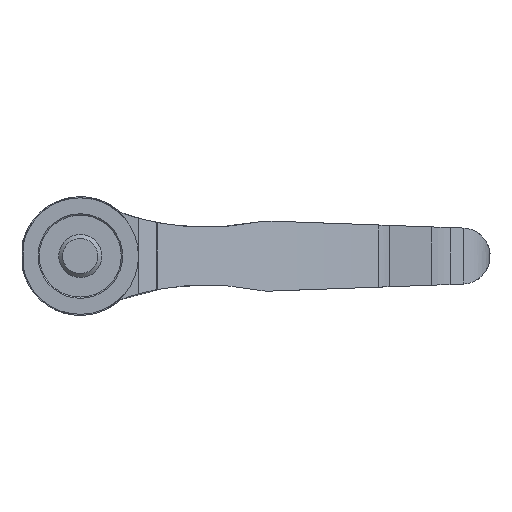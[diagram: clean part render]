
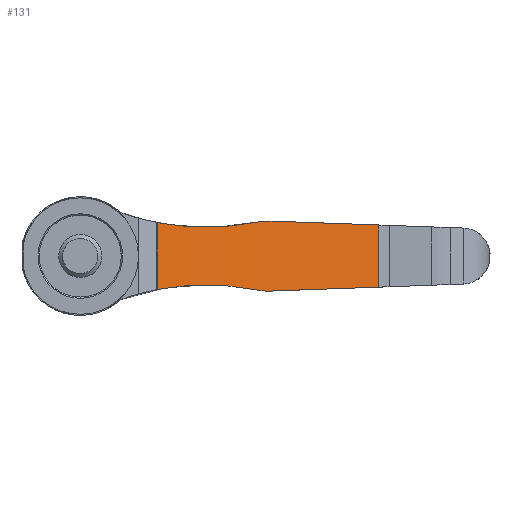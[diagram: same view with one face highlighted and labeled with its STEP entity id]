
A CAD part, front view. The second image highlights one B-rep face of the part: STEP entity #131.
In plain terms, the highlighted cylindrical face has radius 252.32 mm (diameter 504.64 mm), a partial arc.
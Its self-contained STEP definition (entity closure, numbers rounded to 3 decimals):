
#131 = ADVANCED_FACE( '', ( #296 ), #297, .F. );
#296 = FACE_OUTER_BOUND( '', #496, .T. );
#297 = CYLINDRICAL_SURFACE( '', #497, 252.32 );
#496 = EDGE_LOOP( '', ( #818, #819, #820, #821, #822, #823, #824, #825 ) );
#497 = AXIS2_PLACEMENT_3D( '', #826, #827, #828 );
#818 = ORIENTED_EDGE( '', *, *, #1238, .T. );
#819 = ORIENTED_EDGE( '', *, *, #1239, .F. );
#820 = ORIENTED_EDGE( '', *, *, #1228, .T. );
#821 = ORIENTED_EDGE( '', *, *, #1184, .T. );
#822 = ORIENTED_EDGE( '', *, *, #1175, .F. );
#823 = ORIENTED_EDGE( '', *, *, #1199, .T. );
#824 = ORIENTED_EDGE( '', *, *, #1240, .T. );
#825 = ORIENTED_EDGE( '', *, *, #1188, .F. );
#826 = CARTESIAN_POINT( '', ( 132.162, -195.671, 27.5 ) );
#827 = DIRECTION( '', ( 0., 0., 1. ) );
#828 = DIRECTION( '', ( -1., 0., 0. ) );
#1175 = EDGE_CURVE( '', #1411, #1413, #1414, .T. );
#1184 = EDGE_CURVE( '', #1428, #1413, #1429, .F. );
#1188 = EDGE_CURVE( '', #1433, #1435, #1436, .T. );
#1199 = EDGE_CURVE( '', #1411, #1451, #1453, .F. );
#1228 = EDGE_CURVE( '', #1497, #1428, #1498, .T. );
#1238 = EDGE_CURVE( '', #1433, #1510, #1511, .T. );
#1239 = EDGE_CURVE( '', #1497, #1510, #1512, .T. );
#1240 = EDGE_CURVE( '', #1451, #1435, #1513, .T. );
#1411 = VERTEX_POINT( '', #1954 );
#1413 = VERTEX_POINT( '', #1956 );
#1414 = LINE( '', #1957, #1958 );
#1428 = VERTEX_POINT( '', #1976 );
#1429 = ELLIPSE( '', #1977, 252.486, 252.32 );
#1433 = VERTEX_POINT( '', #1982 );
#1435 = VERTEX_POINT( '', #1987 );
#1436 = B_SPLINE_CURVE_WITH_KNOTS( '', 3, ( #1988, #1989, #1990, #1991, #1992, #1993 ), .UNSPECIFIED., .F., .F., ( 4, 2, 4 ), ( 0., 0.013, 0.025 ), .UNSPECIFIED. );
#1451 = VERTEX_POINT( '', #2014 );
#1453 = ELLIPSE( '', #2017, 252.486, 252.32 );
#1497 = VERTEX_POINT( '', #2094 );
#1498 = B_SPLINE_CURVE_WITH_KNOTS( '', 3, ( #2095, #2096, #2097, #2098 ), .UNSPECIFIED., .F., .F., ( 4, 4 ), ( 0., 0.003 ), .UNSPECIFIED. );
#1510 = VERTEX_POINT( '', #2112 );
#1511 = LINE( '', #2113, #2114 );
#1512 = B_SPLINE_CURVE_WITH_KNOTS( '', 3, ( #2115, #2116, #2117, #2118, #2119, #2120 ), .UNSPECIFIED., .F., .F., ( 4, 2, 4 ), ( 0., 0.013, 0.025 ), .UNSPECIFIED. );
#1513 = B_SPLINE_CURVE_WITH_KNOTS( '', 3, ( #2121, #2122, #2123, #2124 ), .UNSPECIFIED., .F., .F., ( 4, 4 ), ( 0., 0.003 ), .UNSPECIFIED. );
#1954 = CARTESIAN_POINT( '', ( 69.134, 48.65, 7.203 ) );
#1956 = CARTESIAN_POINT( '', ( 69.134, 48.65, -7.203 ) );
#1957 = CARTESIAN_POINT( '', ( 69.134, 48.65, 27.5 ) );
#1958 = VECTOR( '', #2371, 1000. );
#1976 = CARTESIAN_POINT( '', ( 43.967, 40.734, -8.117 ) );
#1977 = AXIS2_PLACEMENT_3D( '', #2385, #2386, #2387 );
#1982 = CARTESIAN_POINT( '', ( 17.866, 29.278, 7.733 ) );
#1987 = CARTESIAN_POINT( '', ( 41.13, 39.656, 7.875 ) );
#1988 = CARTESIAN_POINT( '', ( 17.866, 29.278, 7.733 ) );
#1989 = CARTESIAN_POINT( '', ( 21.66, 31.205, 6.984 ) );
#1990 = CARTESIAN_POINT( '', ( 25.496, 33.033, 6.616 ) );
#1991 = CARTESIAN_POINT( '', ( 33.25, 36.493, 6.645 ) );
#1992 = CARTESIAN_POINT( '', ( 37.17, 38.124, 7.043 ) );
#1993 = CARTESIAN_POINT( '', ( 41.13, 39.656, 7.875 ) );
#2014 = CARTESIAN_POINT( '', ( 43.967, 40.734, 8.117 ) );
#2017 = AXIS2_PLACEMENT_3D( '', #2402, #2403, #2404 );
#2094 = CARTESIAN_POINT( '', ( 41.13, 39.656, -7.875 ) );
#2095 = CARTESIAN_POINT( '', ( 41.13, 39.656, -7.875 ) );
#2096 = CARTESIAN_POINT( '', ( 42.065, 40.017, -8.071 ) );
#2097 = CARTESIAN_POINT( '', ( 43.011, 40.377, -8.152 ) );
#2098 = CARTESIAN_POINT( '', ( 43.967, 40.734, -8.117 ) );
#2112 = CARTESIAN_POINT( '', ( 17.866, 29.278, -7.733 ) );
#2113 = CARTESIAN_POINT( '', ( 17.866, 29.278, 27.5 ) );
#2114 = VECTOR( '', #2456, 1000. );
#2115 = CARTESIAN_POINT( '', ( 41.13, 39.656, -7.875 ) );
#2116 = CARTESIAN_POINT( '', ( 37.17, 38.124, -7.043 ) );
#2117 = CARTESIAN_POINT( '', ( 33.25, 36.493, -6.645 ) );
#2118 = CARTESIAN_POINT( '', ( 25.496, 33.033, -6.616 ) );
#2119 = CARTESIAN_POINT( '', ( 21.66, 31.205, -6.984 ) );
#2120 = CARTESIAN_POINT( '', ( 17.866, 29.278, -7.733 ) );
#2121 = CARTESIAN_POINT( '', ( 43.967, 40.734, 8.117 ) );
#2122 = CARTESIAN_POINT( '', ( 43.011, 40.377, 8.152 ) );
#2123 = CARTESIAN_POINT( '', ( 42.065, 40.017, 8.071 ) );
#2124 = CARTESIAN_POINT( '', ( 41.13, 39.656, 7.875 ) );
#2371 = DIRECTION( '', ( 0., 0., -1. ) );
#2385 = CARTESIAN_POINT( '', ( 132.162, -195.671, -4.914 ) );
#2386 = DIRECTION( '', ( -0.036, 0., 0.999 ) );
#2387 = DIRECTION( '', ( -0.999, 0., -0.036 ) );
#2402 = CARTESIAN_POINT( '', ( 132.162, -195.671, 4.914 ) );
#2403 = DIRECTION( '', ( -0.036, 0., -0.999 ) );
#2404 = DIRECTION( '', ( 0.999, 0., -0.036 ) );
#2456 = DIRECTION( '', ( 0., 0., -1. ) );
